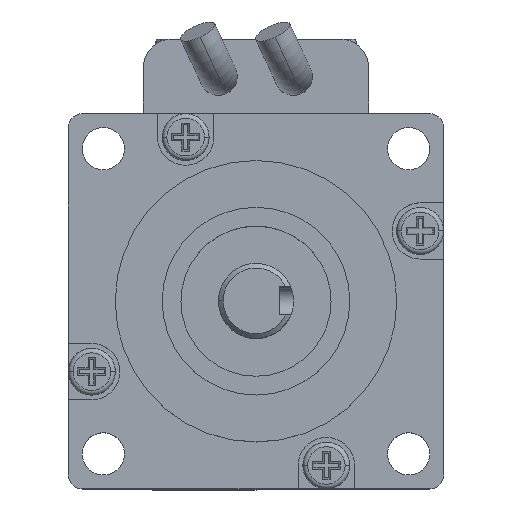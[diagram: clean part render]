
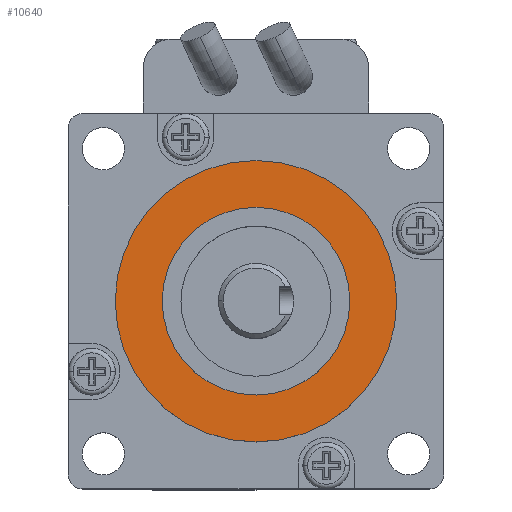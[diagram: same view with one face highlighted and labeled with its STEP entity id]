
A CAD part, top view. The second image highlights one B-rep face of the part: STEP entity #10640.
In plain terms, the highlighted face is planar.
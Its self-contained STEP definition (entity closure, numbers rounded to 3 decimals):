
#67 = EDGE_CURVE ( 'NONE', #5204, #1278, #9044, .T. ) ;
#137 = VERTEX_POINT ( 'NONE', #9051 ) ;
#415 = ORIENTED_EDGE ( 'NONE', *, *, #7526, .F. ) ;
#519 = CIRCLE ( 'NONE', #1069, 10. ) ;
#570 = DIRECTION ( 'NONE',  ( -1., 0., 0. ) ) ;
#687 = EDGE_CURVE ( 'NONE', #137, #2647, #519, .T. ) ;
#1069 = AXIS2_PLACEMENT_3D ( 'NONE', #4709, #1273, #9032 ) ;
#1149 = CARTESIAN_POINT ( 'NONE',  ( -2.5, 0., 0. ) ) ;
#1273 = DIRECTION ( 'NONE',  ( 1., 0., 0. ) ) ;
#1278 = VERTEX_POINT ( 'NONE', #4211 ) ;
#1391 = FACE_OUTER_BOUND ( 'NONE', #6577, .T. ) ;
#2647 = VERTEX_POINT ( 'NONE', #3872 ) ;
#2982 = DIRECTION ( 'NONE',  ( 1., 0., 0. ) ) ;
#3232 = AXIS2_PLACEMENT_3D ( 'NONE', #1149, #4580, #8044 ) ;
#3531 = CARTESIAN_POINT ( 'NONE',  ( -2.5, 0., 0. ) ) ;
#3792 = CARTESIAN_POINT ( 'NONE',  ( -2.5, 0., 0. ) ) ;
#3872 = CARTESIAN_POINT ( 'NONE',  ( -2.5, 0., 10. ) ) ;
#3986 = DIRECTION ( 'NONE',  ( 0., 0., 1. ) ) ;
#4004 = ORIENTED_EDGE ( 'NONE', *, *, #687, .T. ) ;
#4097 = CIRCLE ( 'NONE', #10520, 15. ) ;
#4211 = CARTESIAN_POINT ( 'NONE',  ( -2.5, 0., -15. ) ) ;
#4580 = DIRECTION ( 'NONE',  ( 1., 0., 0. ) ) ;
#4709 = CARTESIAN_POINT ( 'NONE',  ( -2.5, 0., 0. ) ) ;
#4829 = PLANE ( 'NONE',  #7592 ) ;
#5197 = EDGE_LOOP ( 'NONE', ( #4004, #7508 ) ) ;
#5204 = VERTEX_POINT ( 'NONE', #7144 ) ;
#6577 = EDGE_LOOP ( 'NONE', ( #415, #10479 ) ) ;
#7144 = CARTESIAN_POINT ( 'NONE',  ( -2.5, 0., 15. ) ) ;
#7255 = DIRECTION ( 'NONE',  ( 1., 0., 0. ) ) ;
#7508 = ORIENTED_EDGE ( 'NONE', *, *, #10506, .T. ) ;
#7526 = EDGE_CURVE ( 'NONE', #1278, #5204, #4097, .T. ) ;
#7567 = AXIS2_PLACEMENT_3D ( 'NONE', #3531, #2982, #8383 ) ;
#7592 = AXIS2_PLACEMENT_3D ( 'NONE', #8302, #570, #3986 ) ;
#8044 = DIRECTION ( 'NONE',  ( 0., 0., 1. ) ) ;
#8151 = CIRCLE ( 'NONE', #3232, 10. ) ;
#8302 = CARTESIAN_POINT ( 'NONE',  ( -2.5, 10., 0. ) ) ;
#8383 = DIRECTION ( 'NONE',  ( 0., 0., -1. ) ) ;
#9032 = DIRECTION ( 'NONE',  ( 0., 0., 1. ) ) ;
#9044 = CIRCLE ( 'NONE', #7567, 15. ) ;
#9051 = CARTESIAN_POINT ( 'NONE',  ( -2.5, 0., -10. ) ) ;
#9165 = FACE_BOUND ( 'NONE', #5197, .T. ) ;
#10479 = ORIENTED_EDGE ( 'NONE', *, *, #67, .F. ) ;
#10506 = EDGE_CURVE ( 'NONE', #2647, #137, #8151, .T. ) ;
#10520 = AXIS2_PLACEMENT_3D ( 'NONE', #3792, #7255, #10777 ) ;
#10640 = ADVANCED_FACE ( 'NONE', ( #9165, #1391 ), #4829, .T. ) ;
#10777 = DIRECTION ( 'NONE',  ( 0., 0., -1. ) ) ;
